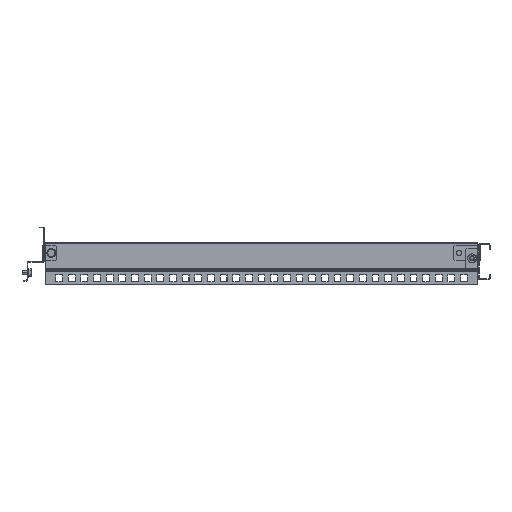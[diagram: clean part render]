
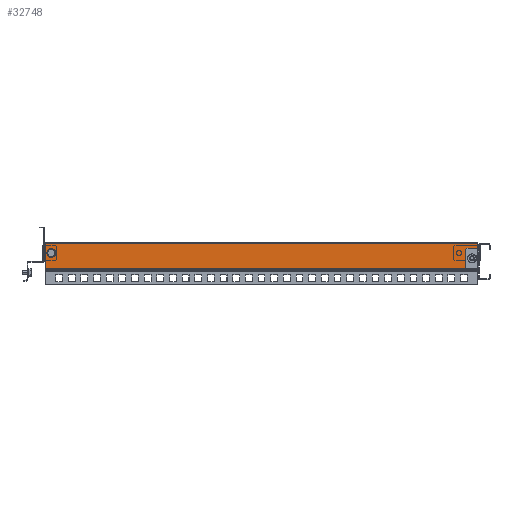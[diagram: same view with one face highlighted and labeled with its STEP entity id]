
A CAD part, left-side view. The second image highlights one B-rep face of the part: STEP entity #32748.
In plain terms, the highlighted planar face has unit normal (-1, 0, 0).
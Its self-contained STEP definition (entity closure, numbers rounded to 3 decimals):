
#1348=DIRECTION('',(0.,0.,1.));
#1349=VECTOR('',#1348,44.);
#1350=CARTESIAN_POINT('',(-255.,-309.25,-45.5));
#1351=LINE('',#1350,#1349);
#8800=DIRECTION('',(0.,1.,0.));
#8801=VECTOR('',#8800,758.85);
#8802=CARTESIAN_POINT('',(-255.,-309.25,-1.5));
#8803=LINE('',#8802,#8801);
#8804=DIRECTION('',(0.,1.,0.));
#8805=VECTOR('',#8804,758.85);
#8806=CARTESIAN_POINT('',(-255.,-309.25,-45.5));
#8807=LINE('',#8806,#8805);
#8808=DIRECTION('',(0.,0.,1.));
#8809=VECTOR('',#8808,44.);
#8810=CARTESIAN_POINT('',(-255.,449.6,-45.5));
#8811=LINE('',#8810,#8809);
#8812=CARTESIAN_POINT('',(-255.,439.5,-17.5));
#8813=DIRECTION('',(1.,0.,0.));
#8814=DIRECTION('',(0.,1.,0.));
#8815=AXIS2_PLACEMENT_3D('',#8812,#8813,#8814);
#8817=CARTESIAN_POINT('',(-255.,439.5,-17.5));
#8818=DIRECTION('',(1.,0.,0.));
#8819=DIRECTION('',(0.,-1.,0.));
#8820=AXIS2_PLACEMENT_3D('',#8817,#8818,#8819);
#8822=CARTESIAN_POINT('',(-255.,-299.15,-17.5));
#8823=DIRECTION('',(1.,0.,0.));
#8824=DIRECTION('',(0.,1.,0.));
#8825=AXIS2_PLACEMENT_3D('',#8822,#8823,#8824);
#8827=CARTESIAN_POINT('',(-255.,-299.15,-17.5));
#8828=DIRECTION('',(1.,0.,0.));
#8829=DIRECTION('',(0.,-1.,0.));
#8830=AXIS2_PLACEMENT_3D('',#8827,#8828,#8829);
#15003=CARTESIAN_POINT('',(-255.,449.6,-1.5));
#15004=VERTEX_POINT('',#15003);
#15005=CARTESIAN_POINT('',(-255.,449.6,-45.5));
#15006=VERTEX_POINT('',#15005);
#15557=CARTESIAN_POINT('',(-255.,-309.25,-45.5));
#15558=VERTEX_POINT('',#15557);
#15559=CARTESIAN_POINT('',(-255.,-309.25,-1.5));
#15560=VERTEX_POINT('',#15559);
#18952=CARTESIAN_POINT('',(-255.,447.425,-17.5));
#18953=CARTESIAN_POINT('',(-255.,431.575,-17.5));
#18954=VERTEX_POINT('',#18952);
#18955=VERTEX_POINT('',#18953);
#18984=CARTESIAN_POINT('',(-255.,-291.225,-17.5));
#18985=CARTESIAN_POINT('',(-255.,-307.075,-17.5));
#18986=VERTEX_POINT('',#18984);
#18987=VERTEX_POINT('',#18985);
#32724=CARTESIAN_POINT('',(-255.,70.175,-23.5));
#32725=DIRECTION('',(1.,0.,0.));
#32726=DIRECTION('',(0.,0.,-1.));
#32727=AXIS2_PLACEMENT_3D('',#32724,#32725,#32726);
#32728=PLANE('',#32727);
#32730=ORIENTED_EDGE('',*,*,#32729,.T.);
#32731=ORIENTED_EDGE('',*,*,#22234,.T.);
#32732=ORIENTED_EDGE('',*,*,#32719,.F.);
#32733=ORIENTED_EDGE('',*,*,#21040,.F.);
#32734=EDGE_LOOP('',(#32730,#32731,#32732,#32733));
#32735=FACE_OUTER_BOUND('',#32734,.F.);
#32737=ORIENTED_EDGE('',*,*,#32736,.F.);
#32739=ORIENTED_EDGE('',*,*,#32738,.F.);
#32740=EDGE_LOOP('',(#32737,#32739));
#32741=FACE_BOUND('',#32740,.F.);
#32743=ORIENTED_EDGE('',*,*,#32742,.F.);
#32745=ORIENTED_EDGE('',*,*,#32744,.F.);
#32746=EDGE_LOOP('',(#32743,#32745));
#32747=FACE_BOUND('',#32746,.F.);
#32748=ADVANCED_FACE('',(#32735,#32741,#32747),#32728,.F.);
#8816=CIRCLE('',#8815,7.925);
#8821=CIRCLE('',#8820,7.925);
#8826=CIRCLE('',#8825,7.925);
#8831=CIRCLE('',#8830,7.925);
#21040=EDGE_CURVE('',#15558,#15560,#1351,.T.);
#22234=EDGE_CURVE('',#15006,#15004,#8811,.T.);
#32719=EDGE_CURVE('',#15560,#15004,#8803,.T.);
#32729=EDGE_CURVE('',#15558,#15006,#8807,.T.);
#32736=EDGE_CURVE('',#18954,#18955,#8816,.T.);
#32738=EDGE_CURVE('',#18955,#18954,#8821,.T.);
#32742=EDGE_CURVE('',#18986,#18987,#8826,.T.);
#32744=EDGE_CURVE('',#18987,#18986,#8831,.T.);
